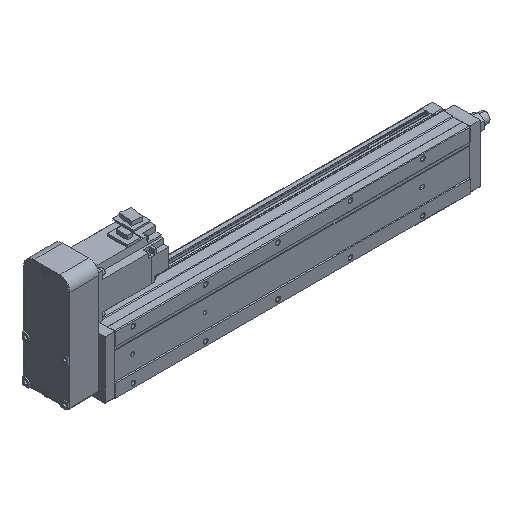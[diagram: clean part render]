
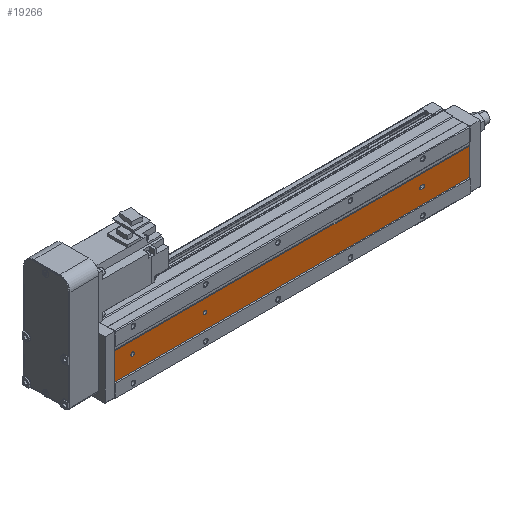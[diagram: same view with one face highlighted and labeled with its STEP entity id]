
A CAD part, isometric view. The second image highlights one B-rep face of the part: STEP entity #19266.
In plain terms, the highlighted planar face has unit normal (0, -1, 0).
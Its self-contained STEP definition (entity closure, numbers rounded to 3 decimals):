
#119 = VERTEX_POINT ( 'NONE', #2320 ) ;
#415 = FACE_OUTER_BOUND ( 'NONE', #12504, .T. ) ;
#429 = AXIS2_PLACEMENT_3D ( 'NONE', #16163, #20341, #20199 ) ;
#451 = DIRECTION ( 'NONE',  ( 0., 0., 1. ) ) ;
#524 = EDGE_CURVE ( 'NONE', #1748, #5088, #18157, .T. ) ;
#831 = EDGE_CURVE ( 'NONE', #14031, #119, #11518, .T. ) ;
#1297 = ORIENTED_EDGE ( 'NONE', *, *, #24908, .F. ) ;
#1331 = EDGE_CURVE ( 'NONE', #13741, #1531, #10245, .T. ) ;
#1531 = VERTEX_POINT ( 'NONE', #7996 ) ;
#1748 = VERTEX_POINT ( 'NONE', #4653 ) ;
#1851 = EDGE_CURVE ( 'NONE', #11970, #16477, #3496, .T. ) ;
#2100 = CARTESIAN_POINT ( 'NONE',  ( 490., 1., 16.4 ) ) ;
#2320 = CARTESIAN_POINT ( 'NONE',  ( 0., 1., -21. ) ) ;
#2369 = LINE ( 'NONE', #2100, #10059 ) ;
#2413 = CARTESIAN_POINT ( 'NONE',  ( 426., 1., -2.5 ) ) ;
#2881 = DIRECTION ( 'NONE',  ( 1., 0., 0. ) ) ;
#3002 = VERTEX_POINT ( 'NONE', #4022 ) ;
#3227 = EDGE_CURVE ( 'NONE', #5088, #1748, #19806, .T. ) ;
#3496 = CIRCLE ( 'NONE', #429, 2.5 ) ;
#3541 = CARTESIAN_POINT ( 'NONE',  ( 424., 1., 0. ) ) ;
#4022 = CARTESIAN_POINT ( 'NONE',  ( 490., 1., 16.4 ) ) ;
#4653 = CARTESIAN_POINT ( 'NONE',  ( 125., 1., 2.5 ) ) ;
#4745 = DIRECTION ( 'NONE',  ( 0., 0., 1. ) ) ;
#5088 = VERTEX_POINT ( 'NONE', #23031 ) ;
#5873 = CARTESIAN_POINT ( 'NONE',  ( 490., 1., 16.4 ) ) ;
#6021 = DIRECTION ( 'NONE',  ( -1., 0., 0. ) ) ;
#6400 = LINE ( 'NONE', #14888, #16782 ) ;
#6671 = DIRECTION ( 'NONE',  ( -1., 0., 0. ) ) ;
#6849 = CARTESIAN_POINT ( 'NONE',  ( 0., 1., 16.4 ) ) ;
#6928 = LINE ( 'NONE', #17750, #17919 ) ;
#7205 = EDGE_CURVE ( 'NONE', #18501, #21045, #21062, .T. ) ;
#7647 = VERTEX_POINT ( 'NONE', #12731 ) ;
#7996 = CARTESIAN_POINT ( 'NONE',  ( 424., 1., -2.5 ) ) ;
#8326 = DIRECTION ( 'NONE',  ( 0., -1., 0. ) ) ;
#8757 = FACE_BOUND ( 'NONE', #20384, .T. ) ;
#8891 = PLANE ( 'NONE',  #17040 ) ;
#9569 = EDGE_LOOP ( 'NONE', ( #22526, #23731 ) ) ;
#10059 = VECTOR ( 'NONE', #12806, 1000. ) ;
#10245 = CIRCLE ( 'NONE', #25820, 2.5 ) ;
#10400 = CARTESIAN_POINT ( 'NONE',  ( 426., 1., 0. ) ) ;
#10818 = ORIENTED_EDGE ( 'NONE', *, *, #7205, .F. ) ;
#11080 = AXIS2_PLACEMENT_3D ( 'NONE', #11678, #19614, #451 ) ;
#11112 = FACE_BOUND ( 'NONE', #9569, .T. ) ;
#11227 = CIRCLE ( 'NONE', #17437, 2.5 ) ;
#11453 = ORIENTED_EDGE ( 'NONE', *, *, #1331, .F. ) ;
#11518 = LINE ( 'NONE', #23790, #26031 ) ;
#11678 = CARTESIAN_POINT ( 'NONE',  ( 125., 1., 0. ) ) ;
#11745 = EDGE_CURVE ( 'NONE', #16477, #11970, #11227, .T. ) ;
#11937 = DIRECTION ( 'NONE',  ( 0., -1., 0. ) ) ;
#11970 = VERTEX_POINT ( 'NONE', #12640 ) ;
#12504 = EDGE_LOOP ( 'NONE', ( #13124, #1297, #13532, #25029 ) ) ;
#12604 = ORIENTED_EDGE ( 'NONE', *, *, #524, .F. ) ;
#12640 = CARTESIAN_POINT ( 'NONE',  ( 25., 1., -2.5 ) ) ;
#12731 = CARTESIAN_POINT ( 'NONE',  ( 490., 1., -21. ) ) ;
#12806 = DIRECTION ( 'NONE',  ( 0., 0., -1. ) ) ;
#12915 = CARTESIAN_POINT ( 'NONE',  ( 490., 1., 16.4 ) ) ;
#13124 = ORIENTED_EDGE ( 'NONE', *, *, #831, .T. ) ;
#13532 = ORIENTED_EDGE ( 'NONE', *, *, #23761, .F. ) ;
#13741 = VERTEX_POINT ( 'NONE', #17192 ) ;
#14031 = VERTEX_POINT ( 'NONE', #6849 ) ;
#14877 = ORIENTED_EDGE ( 'NONE', *, *, #21487, .F. ) ;
#14888 = CARTESIAN_POINT ( 'NONE',  ( 490., 1., -21. ) ) ;
#15260 = ORIENTED_EDGE ( 'NONE', *, *, #26035, .F. ) ;
#15969 = VECTOR ( 'NONE', #6021, 1000. ) ;
#16163 = CARTESIAN_POINT ( 'NONE',  ( 25., 1., 0. ) ) ;
#16301 = VECTOR ( 'NONE', #22166, 1000. ) ;
#16322 = LINE ( 'NONE', #5873, #15969 ) ;
#16477 = VERTEX_POINT ( 'NONE', #19264 ) ;
#16782 = VECTOR ( 'NONE', #6671, 1000. ) ;
#17040 = AXIS2_PLACEMENT_3D ( 'NONE', #12915, #19574, #19158 ) ;
#17192 = CARTESIAN_POINT ( 'NONE',  ( 424., 1., 2.5 ) ) ;
#17437 = AXIS2_PLACEMENT_3D ( 'NONE', #24074, #25632, #4745 ) ;
#17750 = CARTESIAN_POINT ( 'NONE',  ( 490., 1., -2.5 ) ) ;
#17919 = VECTOR ( 'NONE', #2881, 1000. ) ;
#18157 = CIRCLE ( 'NONE', #11080, 2.5 ) ;
#18501 = VERTEX_POINT ( 'NONE', #2413 ) ;
#18877 = DIRECTION ( 'NONE',  ( 0., 0., 1. ) ) ;
#19158 = DIRECTION ( 'NONE',  ( 1., 0., 0. ) ) ;
#19264 = CARTESIAN_POINT ( 'NONE',  ( 25., 1., 2.5 ) ) ;
#19266 = ADVANCED_FACE ( 'NONE', ( #415, #25869, #11112, #8757 ), #8891, .F. ) ;
#19574 = DIRECTION ( 'NONE',  ( 0., 1., 0. ) ) ;
#19614 = DIRECTION ( 'NONE',  ( 0., -1., 0. ) ) ;
#19806 = CIRCLE ( 'NONE', #25159, 2.5 ) ;
#20199 = DIRECTION ( 'NONE',  ( 0., 0., 1. ) ) ;
#20341 = DIRECTION ( 'NONE',  ( 0., -1., 0. ) ) ;
#20384 = EDGE_LOOP ( 'NONE', ( #26321, #12604 ) ) ;
#20916 = CARTESIAN_POINT ( 'NONE',  ( 426., 1., 2.5 ) ) ;
#21045 = VERTEX_POINT ( 'NONE', #20916 ) ;
#21062 = CIRCLE ( 'NONE', #24635, 2.5 ) ;
#21487 = EDGE_CURVE ( 'NONE', #1531, #18501, #6928, .T. ) ;
#22166 = DIRECTION ( 'NONE',  ( -1., 0., 0. ) ) ;
#22186 = DIRECTION ( 'NONE',  ( 0., -1., 0. ) ) ;
#22526 = ORIENTED_EDGE ( 'NONE', *, *, #1851, .F. ) ;
#23031 = CARTESIAN_POINT ( 'NONE',  ( 125., 1., -2.5 ) ) ;
#23731 = ORIENTED_EDGE ( 'NONE', *, *, #11745, .F. ) ;
#23761 = EDGE_CURVE ( 'NONE', #3002, #7647, #2369, .T. ) ;
#23790 = CARTESIAN_POINT ( 'NONE',  ( 0., 1., 16.4 ) ) ;
#23932 = DIRECTION ( 'NONE',  ( 0., 0., -1. ) ) ;
#24074 = CARTESIAN_POINT ( 'NONE',  ( 25., 1., 0. ) ) ;
#24136 = LINE ( 'NONE', #24278, #16301 ) ;
#24278 = CARTESIAN_POINT ( 'NONE',  ( 490., 1., 2.5 ) ) ;
#24635 = AXIS2_PLACEMENT_3D ( 'NONE', #10400, #8326, #18877 ) ;
#24908 = EDGE_CURVE ( 'NONE', #7647, #119, #6400, .T. ) ;
#25029 = ORIENTED_EDGE ( 'NONE', *, *, #27357, .T. ) ;
#25159 = AXIS2_PLACEMENT_3D ( 'NONE', #26687, #11937, #26414 ) ;
#25632 = DIRECTION ( 'NONE',  ( 0., -1., 0. ) ) ;
#25820 = AXIS2_PLACEMENT_3D ( 'NONE', #3541, #22186, #26790 ) ;
#25869 = FACE_BOUND ( 'NONE', #27440, .T. ) ;
#26031 = VECTOR ( 'NONE', #23932, 1000. ) ;
#26035 = EDGE_CURVE ( 'NONE', #21045, #13741, #24136, .T. ) ;
#26321 = ORIENTED_EDGE ( 'NONE', *, *, #3227, .F. ) ;
#26414 = DIRECTION ( 'NONE',  ( 0., 0., 1. ) ) ;
#26687 = CARTESIAN_POINT ( 'NONE',  ( 125., 1., 0. ) ) ;
#26790 = DIRECTION ( 'NONE',  ( 0., 0., 1. ) ) ;
#27357 = EDGE_CURVE ( 'NONE', #3002, #14031, #16322, .T. ) ;
#27440 = EDGE_LOOP ( 'NONE', ( #14877, #11453, #15260, #10818 ) ) ;
